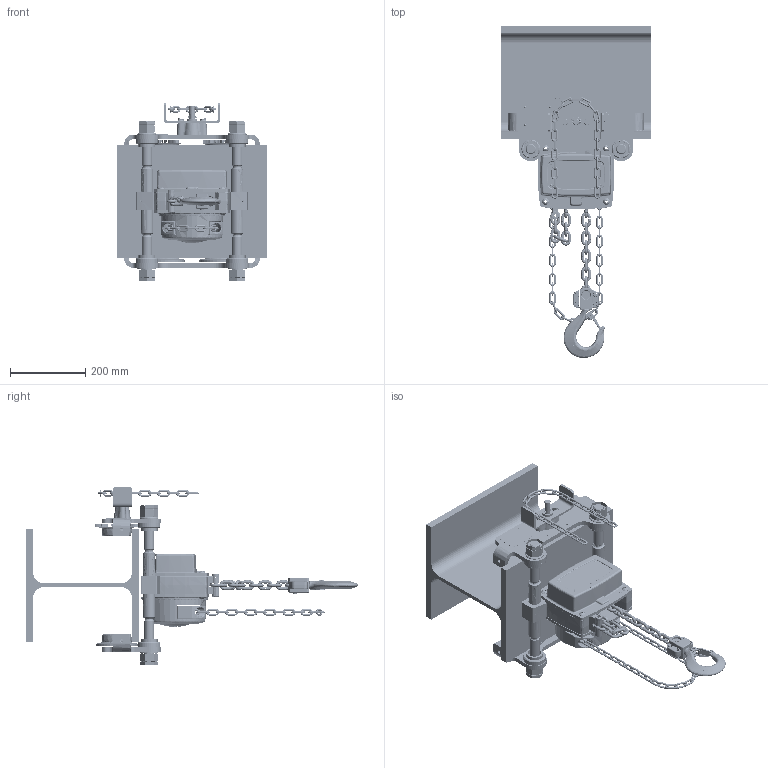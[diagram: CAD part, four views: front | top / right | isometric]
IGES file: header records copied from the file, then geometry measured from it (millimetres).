
Start section: SolidWorks IGES file using analytic representation for surfaces
Global section: file name: 192023521 YLITG-B 2000.IGS; native system: SolidWorks 2015; preprocessor: SolidWorks 2015; author: sawwu; date: 180118.094005; units: millimetre
Bounding box: 400 x 882.06 x 474.92 mm (x, y, z)
Surface area: 1704923.7 mm2 (no closed solid volume)
Topology: 0 solids, 0 shells, 2772 faces, 37150 edges, 37045 vertices
Faces by surface type: bspline 1443, revolution 1329
